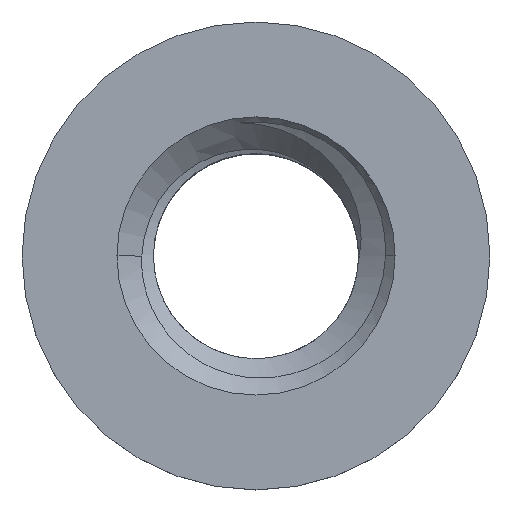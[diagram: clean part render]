
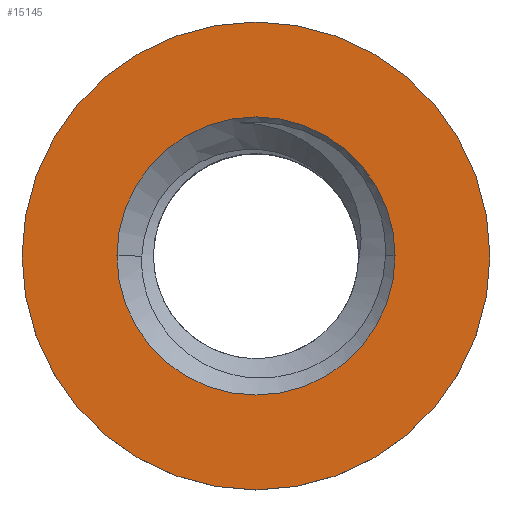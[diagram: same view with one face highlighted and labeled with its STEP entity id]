
A CAD part, top view. The second image highlights one B-rep face of the part: STEP entity #15145.
In plain terms, the highlighted planar face has unit normal (0, 0, 1).
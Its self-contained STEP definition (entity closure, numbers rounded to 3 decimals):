
#98 = AXIS2_PLACEMENT_3D ( 'NONE', #15555, #7800, #15900 ) ;
#448 = CARTESIAN_POINT ( 'NONE',  ( 0., 0., 1.715 ) ) ;
#1097 = DIRECTION ( 'NONE',  ( 1., 0., 0. ) ) ;
#1301 = AXIS2_PLACEMENT_3D ( 'NONE', #448, #1819, #8152 ) ;
#1455 = PLANE ( 'NONE',  #9997 ) ;
#1819 = DIRECTION ( 'NONE',  ( 0., 0., 1. ) ) ;
#2809 = CARTESIAN_POINT ( 'NONE',  ( 0., 0., 1.715 ) ) ;
#3098 = CIRCLE ( 'NONE', #1301, 1.299 ) ;
#3279 = AXIS2_PLACEMENT_3D ( 'NONE', #2809, #5469, #4320 ) ;
#3390 = EDGE_LOOP ( 'NONE', ( #4075, #11482 ) ) ;
#3900 = CARTESIAN_POINT ( 'NONE',  ( 0., 1.25, 1.715 ) ) ;
#4075 = ORIENTED_EDGE ( 'NONE', *, *, #15552, .F. ) ;
#4115 = CIRCLE ( 'NONE', #3279, 2.185 ) ;
#4320 = DIRECTION ( 'NONE',  ( 1., 0., 0. ) ) ;
#4516 = FACE_BOUND ( 'NONE', #3390, .T. ) ;
#4905 = CARTESIAN_POINT ( 'NONE',  ( 0., 0., 1.715 ) ) ;
#5469 = DIRECTION ( 'NONE',  ( 0., 0., 1. ) ) ;
#6451 = CARTESIAN_POINT ( 'NONE',  ( 2.185, 0., 1.715 ) ) ;
#6498 = CARTESIAN_POINT ( 'NONE',  ( 1.299, 0., 1.715 ) ) ;
#6749 = EDGE_CURVE ( 'NONE', #8476, #12223, #7972, .T. ) ;
#6901 = EDGE_LOOP ( 'NONE', ( #12159, #13588 ) ) ;
#7530 = DIRECTION ( 'NONE',  ( 0., 0., 1. ) ) ;
#7800 = DIRECTION ( 'NONE',  ( 0., 0., 1. ) ) ;
#7897 = DIRECTION ( 'NONE',  ( 0., 0., -1. ) ) ;
#7972 = CIRCLE ( 'NONE', #15378, 1.299 ) ;
#8152 = DIRECTION ( 'NONE',  ( 1., 0., 0. ) ) ;
#8476 = VERTEX_POINT ( 'NONE', #9638 ) ;
#8492 = CARTESIAN_POINT ( 'NONE',  ( -2.185, 0., 1.715 ) ) ;
#9139 = VERTEX_POINT ( 'NONE', #8492 ) ;
#9638 = CARTESIAN_POINT ( 'NONE',  ( -1.299, 0., 1.715 ) ) ;
#9997 = AXIS2_PLACEMENT_3D ( 'NONE', #3900, #7897, #15596 ) ;
#10614 = FACE_OUTER_BOUND ( 'NONE', #6901, .T. ) ;
#11482 = ORIENTED_EDGE ( 'NONE', *, *, #6749, .F. ) ;
#11846 = CIRCLE ( 'NONE', #98, 2.185 ) ;
#12159 = ORIENTED_EDGE ( 'NONE', *, *, #16155, .T. ) ;
#12223 = VERTEX_POINT ( 'NONE', #6498 ) ;
#13588 = ORIENTED_EDGE ( 'NONE', *, *, #15794, .T. ) ;
#15145 = ADVANCED_FACE ( 'NONE', ( #4516, #10614 ), #1455, .F. ) ;
#15258 = VERTEX_POINT ( 'NONE', #6451 ) ;
#15378 = AXIS2_PLACEMENT_3D ( 'NONE', #4905, #7530, #1097 ) ;
#15552 = EDGE_CURVE ( 'NONE', #12223, #8476, #3098, .T. ) ;
#15555 = CARTESIAN_POINT ( 'NONE',  ( 0., 0., 1.715 ) ) ;
#15596 = DIRECTION ( 'NONE',  ( -1., 0., 0. ) ) ;
#15794 = EDGE_CURVE ( 'NONE', #9139, #15258, #11846, .T. ) ;
#15900 = DIRECTION ( 'NONE',  ( 1., 0., 0. ) ) ;
#16155 = EDGE_CURVE ( 'NONE', #15258, #9139, #4115, .T. ) ;
